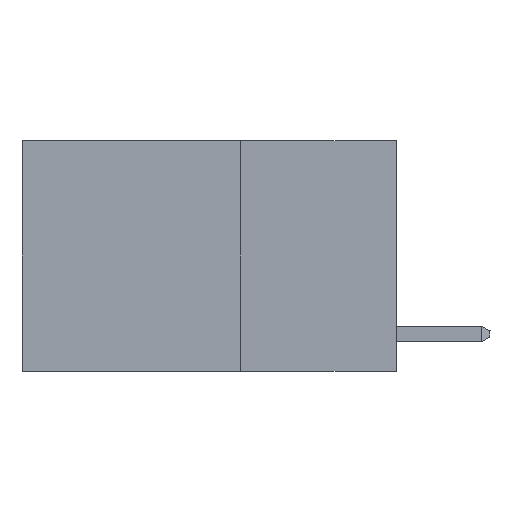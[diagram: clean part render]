
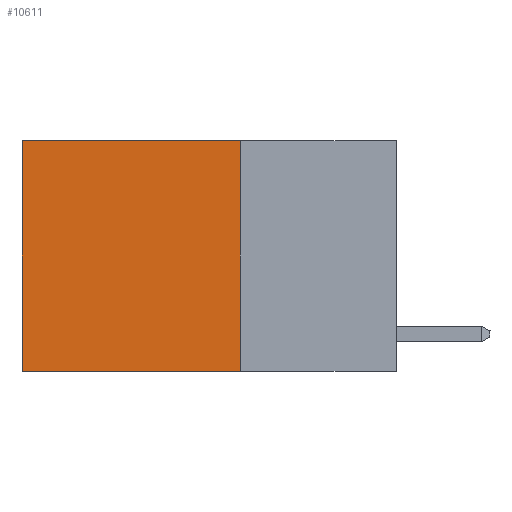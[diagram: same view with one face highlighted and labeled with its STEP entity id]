
A CAD part, left-side view. The second image highlights one B-rep face of the part: STEP entity #10611.
In plain terms, the highlighted planar face has unit normal (-1, 0, 0).
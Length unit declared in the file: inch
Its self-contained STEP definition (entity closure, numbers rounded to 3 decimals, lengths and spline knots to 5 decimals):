
#78 = CARTESIAN_POINT ( 'NONE',  ( 0.2625, 0.25, 0. ) ) ;
#2017 = VERTEX_POINT ( 'NONE', #13988 ) ;
#2115 = VECTOR ( 'NONE', #10120, 39.37008 ) ;
#2357 = LINE ( 'NONE', #4599, #8974 ) ;
#2559 = EDGE_CURVE ( 'NONE', #2017, #3989, #2983, .T. ) ;
#2934 = DIRECTION ( 'NONE',  ( 1., 0., 0. ) ) ;
#2983 = LINE ( 'NONE', #7972, #2115 ) ;
#3211 = EDGE_CURVE ( 'NONE', #12987, #14455, #10927, .T. ) ;
#3309 = ORIENTED_EDGE ( 'NONE', *, *, #6992, .T. ) ;
#3604 = CARTESIAN_POINT ( 'NONE',  ( 0.2625, 0.6, -0.37 ) ) ;
#3989 = VERTEX_POINT ( 'NONE', #3604 ) ;
#4187 = VECTOR ( 'NONE', #11184, 39.37008 ) ;
#4599 = CARTESIAN_POINT ( 'NONE',  ( 0.2625, 0.25, 0. ) ) ;
#4689 = ORIENTED_EDGE ( 'NONE', *, *, #5027, .F. ) ;
#5027 = EDGE_CURVE ( 'NONE', #14455, #3989, #5178, .T. ) ;
#5178 = LINE ( 'NONE', #8731, #4187 ) ;
#5688 = DIRECTION ( 'NONE',  ( 0., 1., 0. ) ) ;
#6165 = ORIENTED_EDGE ( 'NONE', *, *, #2559, .T. ) ;
#6992 = EDGE_CURVE ( 'NONE', #12987, #2017, #2357, .T. ) ;
#7771 = DIRECTION ( 'NONE',  ( 0., 0., -1. ) ) ;
#7969 = VECTOR ( 'NONE', #10063, 39.37008 ) ;
#7972 = CARTESIAN_POINT ( 'NONE',  ( 0.2625, 0.6, 0. ) ) ;
#8731 = CARTESIAN_POINT ( 'NONE',  ( 0.2625, 0.25, -0.37 ) ) ;
#8974 = VECTOR ( 'NONE', #5688, 39.37008 ) ;
#9029 = AXIS2_PLACEMENT_3D ( 'NONE', #13845, #2934, #7771 ) ;
#10063 = DIRECTION ( 'NONE',  ( 0., 0., -1. ) ) ;
#10120 = DIRECTION ( 'NONE',  ( 0., 0., -1. ) ) ;
#10518 = CARTESIAN_POINT ( 'NONE',  ( 0.2625, 0.25, -0.37 ) ) ;
#10611 = ADVANCED_FACE ( 'NONE', ( #13760 ), #12645, .F. ) ;
#10927 = LINE ( 'NONE', #78, #7969 ) ;
#11184 = DIRECTION ( 'NONE',  ( 0., 1., 0. ) ) ;
#12391 = EDGE_LOOP ( 'NONE', ( #6165, #4689, #13037, #3309 ) ) ;
#12645 = PLANE ( 'NONE',  #9029 ) ;
#12987 = VERTEX_POINT ( 'NONE', #13309 ) ;
#13037 = ORIENTED_EDGE ( 'NONE', *, *, #3211, .F. ) ;
#13309 = CARTESIAN_POINT ( 'NONE',  ( 0.2625, 0.25, 0. ) ) ;
#13760 = FACE_OUTER_BOUND ( 'NONE', #12391, .T. ) ;
#13845 = CARTESIAN_POINT ( 'NONE',  ( 0.2625, 0.25, 0. ) ) ;
#13988 = CARTESIAN_POINT ( 'NONE',  ( 0.2625, 0.6, 0. ) ) ;
#14455 = VERTEX_POINT ( 'NONE', #10518 ) ;
